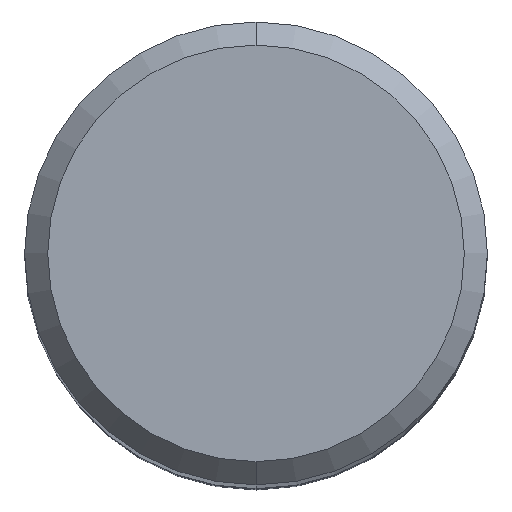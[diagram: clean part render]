
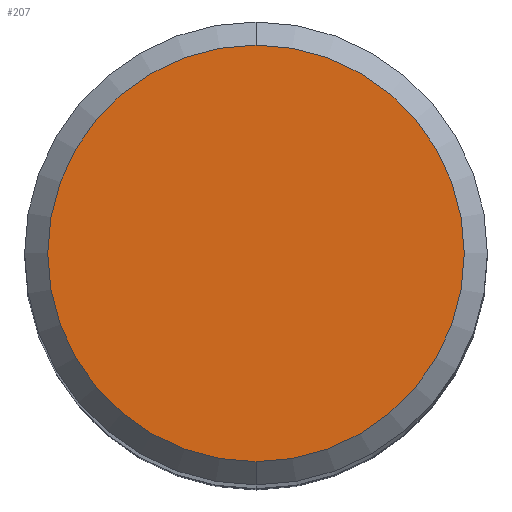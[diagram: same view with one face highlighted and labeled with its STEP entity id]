
A CAD part, top view. The second image highlights one B-rep face of the part: STEP entity #207.
In plain terms, the highlighted planar face has unit normal (0, 0, 1).
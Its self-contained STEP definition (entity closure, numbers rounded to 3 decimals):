
#159=VERTEX_POINT('',#395);
#175=EDGE_CURVE('',#273,#159,#414,.T.);
#195=EDGE_CURVE('',#159,#273,#436,.T.);
#207=ADVANCED_FACE('',(#449),#450,.T.);
#273=VERTEX_POINT('',#525);
#395=CARTESIAN_POINT('',(0.,-3.6,0.));
#414=CIRCLE('',#679,3.6);
#436=CIRCLE('',#707,3.6);
#449=FACE_OUTER_BOUND('',#724,.T.);
#450=PLANE('',#725);
#525=CARTESIAN_POINT('',(0.0,3.6,0.));
#679=AXIS2_PLACEMENT_3D('',#1006,#1007,#1008);
#707=AXIS2_PLACEMENT_3D('',#1029,#1030,#1031);
#724=EDGE_LOOP('',(#1048,#1049));
#725=AXIS2_PLACEMENT_3D('',#1050,#1051,#1052);
#1006=CARTESIAN_POINT('',(0.0,0.0,0.));
#1007=DIRECTION('',(0.0,0.0,-1.0));
#1008=DIRECTION('',(0.0,1.0,0.0));
#1029=CARTESIAN_POINT('',(0.0,0.0,0.));
#1030=DIRECTION('',(0.0,0.0,-1.0));
#1031=DIRECTION('',(0.0,1.0,0.0));
#1048=ORIENTED_EDGE('',*,*,#175,.F.);
#1049=ORIENTED_EDGE('',*,*,#195,.F.);
#1050=CARTESIAN_POINT('',(0.0,1.8,0.));
#1051=DIRECTION('',(-0.0,0.0,1.0));
#1052=DIRECTION('',(0.0,-1.0,0.0));
